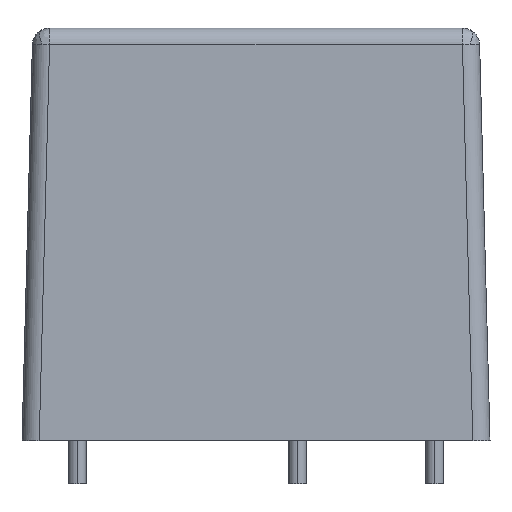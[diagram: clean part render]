
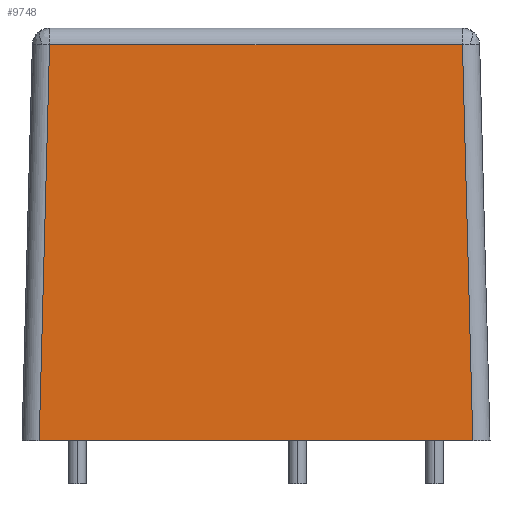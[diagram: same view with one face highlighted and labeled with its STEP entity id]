
A CAD part, left-side view. The second image highlights one B-rep face of the part: STEP entity #9748.
In plain terms, the highlighted planar face has unit normal (-1, 0, 0.026).
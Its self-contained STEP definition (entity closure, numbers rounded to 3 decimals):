
#44 = VECTOR ( 'NONE', #11541, 1000. ) ;
#1527 = DIRECTION ( 'NONE',  ( -0.026, 0.026, -0.999 ) ) ;
#1725 = ORIENTED_EDGE ( 'NONE', *, *, #12263, .T. ) ;
#2374 = VERTEX_POINT ( 'NONE', #4655 ) ;
#2548 = VECTOR ( 'NONE', #4026, 1000. ) ;
#2673 = CARTESIAN_POINT ( 'NONE',  ( -3.4, -3.2, 0. ) ) ;
#3397 = EDGE_CURVE ( 'NONE', #4444, #9584, #5094, .T. ) ;
#3433 = VECTOR ( 'NONE', #1527, 1000. ) ;
#4026 = DIRECTION ( 'NONE',  ( 0., 1., 0. ) ) ;
#4367 = DIRECTION ( 'NONE',  ( -1., 0., 0.026 ) ) ;
#4385 = ORIENTED_EDGE ( 'NONE', *, *, #11666, .T. ) ;
#4444 = VERTEX_POINT ( 'NONE', #6201 ) ;
#4655 = CARTESIAN_POINT ( 'NONE',  ( -3.4, -2.2, 0. ) ) ;
#4787 = LINE ( 'NONE', #11360, #8257 ) ;
#4966 = CARTESIAN_POINT ( 'NONE',  ( -3.4, -2.2, 0. ) ) ;
#5094 = LINE ( 'NONE', #9772, #2548 ) ;
#5275 = CARTESIAN_POINT ( 'NONE',  ( -2.797, 22.397, 23.026 ) ) ;
#5748 = CARTESIAN_POINT ( 'NONE',  ( -3.4, 23., 0. ) ) ;
#6091 = AXIS2_PLACEMENT_3D ( 'NONE', #2673, #4367, #7309 ) ;
#6201 = CARTESIAN_POINT ( 'NONE',  ( -2.797, -1.597, 23.026 ) ) ;
#6319 = ORIENTED_EDGE ( 'NONE', *, *, #3397, .T. ) ;
#6604 = DIRECTION ( 'NONE',  ( 0., -1., 0. ) ) ;
#6833 = FACE_OUTER_BOUND ( 'NONE', #9729, .T. ) ;
#6838 = LINE ( 'NONE', #4966, #44 ) ;
#6987 = VERTEX_POINT ( 'NONE', #5748 ) ;
#7309 = DIRECTION ( 'NONE',  ( 0.026, 0., 1. ) ) ;
#8257 = VECTOR ( 'NONE', #6604, 1000. ) ;
#8834 = ORIENTED_EDGE ( 'NONE', *, *, #10620, .T. ) ;
#9584 = VERTEX_POINT ( 'NONE', #12405 ) ;
#9729 = EDGE_LOOP ( 'NONE', ( #8834, #6319, #1725, #4385 ) ) ;
#9748 = ADVANCED_FACE ( 'NONE', ( #6833 ), #10712, .T. ) ;
#9772 = CARTESIAN_POINT ( 'NONE',  ( -2.797, -3.2, 23.026 ) ) ;
#10160 = LINE ( 'NONE', #5275, #3433 ) ;
#10620 = EDGE_CURVE ( 'NONE', #2374, #4444, #6838, .T. ) ;
#10712 = PLANE ( 'NONE',  #6091 ) ;
#11360 = CARTESIAN_POINT ( 'NONE',  ( -3.4, 10.4, 0. ) ) ;
#11541 = DIRECTION ( 'NONE',  ( 0.026, 0.026, 0.999 ) ) ;
#11666 = EDGE_CURVE ( 'NONE', #6987, #2374, #4787, .T. ) ;
#12263 = EDGE_CURVE ( 'NONE', #9584, #6987, #10160, .T. ) ;
#12405 = CARTESIAN_POINT ( 'NONE',  ( -2.797, 22.397, 23.026 ) ) ;
